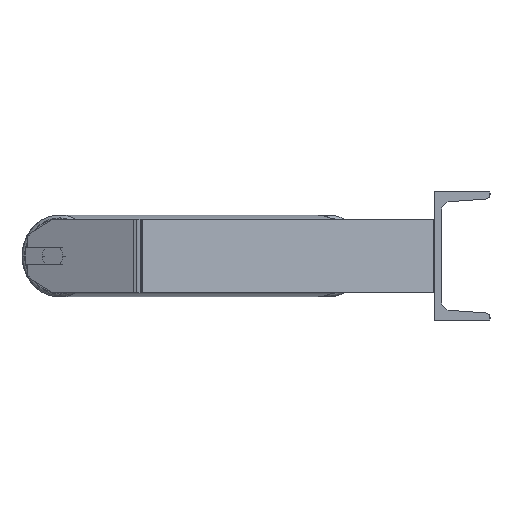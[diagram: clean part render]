
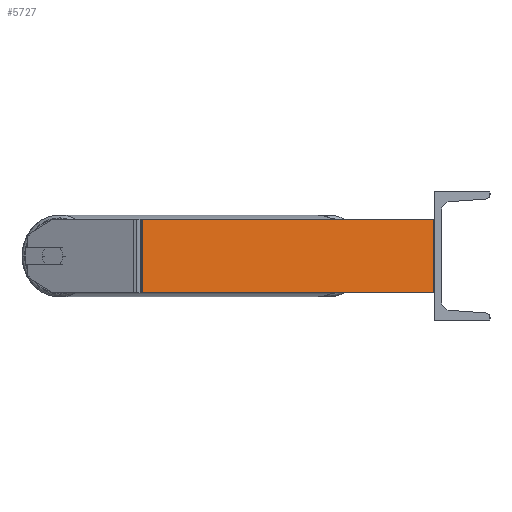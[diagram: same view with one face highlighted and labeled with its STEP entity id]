
A CAD part, left-side view. The second image highlights one B-rep face of the part: STEP entity #5727.
In plain terms, the highlighted planar face has unit normal (-0.985, -0.174, 0).
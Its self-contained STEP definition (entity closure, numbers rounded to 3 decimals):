
#457 = VERTEX_POINT ( 'NONE', #4289 ) ;
#571 = DIRECTION ( 'NONE',  ( -0.174, 0.985, 0. ) ) ;
#740 = CARTESIAN_POINT ( 'NONE',  ( -985., 0., 40. ) ) ;
#1339 = VECTOR ( 'NONE', #7182, 1000. ) ;
#1422 = ORIENTED_EDGE ( 'NONE', *, *, #5023, .T. ) ;
#1526 = CARTESIAN_POINT ( 'NONE',  ( -1041.859, 322.465, 40. ) ) ;
#1720 = EDGE_LOOP ( 'NONE', ( #1422, #5878, #7425, #6813 ) ) ;
#1919 = PLANE ( 'NONE',  #3433 ) ;
#2213 = LINE ( 'NONE', #1526, #1339 ) ;
#2382 = DIRECTION ( 'NONE',  ( 0., 0., -1. ) ) ;
#2526 = FACE_OUTER_BOUND ( 'NONE', #1720, .T. ) ;
#3103 = VERTEX_POINT ( 'NONE', #3474 ) ;
#3433 = AXIS2_PLACEMENT_3D ( 'NONE', #4723, #8109, #571 ) ;
#3474 = CARTESIAN_POINT ( 'NONE',  ( -985., 0., -40. ) ) ;
#3582 = CARTESIAN_POINT ( 'NONE',  ( -1041.859, 322.465, -40. ) ) ;
#3690 = VECTOR ( 'NONE', #2382, 1000. ) ;
#4289 = CARTESIAN_POINT ( 'NONE',  ( -1040.983, 317.497, -40. ) ) ;
#4593 = EDGE_CURVE ( 'NONE', #4849, #8927, #2213, .T. ) ;
#4723 = CARTESIAN_POINT ( 'NONE',  ( -1041.859, 322.465, 40. ) ) ;
#4849 = VERTEX_POINT ( 'NONE', #6129 ) ;
#5023 = EDGE_CURVE ( 'NONE', #457, #3103, #6849, .T. ) ;
#5727 = ADVANCED_FACE ( 'NONE', ( #2526 ), #1919, .F. ) ;
#5747 = EDGE_CURVE ( 'NONE', #4849, #457, #8716, .T. ) ;
#5878 = ORIENTED_EDGE ( 'NONE', *, *, #7675, .F. ) ;
#6122 = CARTESIAN_POINT ( 'NONE',  ( -985., 0., 40. ) ) ;
#6129 = CARTESIAN_POINT ( 'NONE',  ( -1040.983, 317.497, 40. ) ) ;
#6361 = DIRECTION ( 'NONE',  ( 0., 0., -1. ) ) ;
#6597 = CARTESIAN_POINT ( 'NONE',  ( -1040.983, 317.497, 40. ) ) ;
#6813 = ORIENTED_EDGE ( 'NONE', *, *, #5747, .T. ) ;
#6819 = VECTOR ( 'NONE', #7756, 1000. ) ;
#6849 = LINE ( 'NONE', #3582, #6819 ) ;
#7182 = DIRECTION ( 'NONE',  ( 0.174, -0.985, 0. ) ) ;
#7425 = ORIENTED_EDGE ( 'NONE', *, *, #4593, .F. ) ;
#7675 = EDGE_CURVE ( 'NONE', #8927, #3103, #7742, .T. ) ;
#7742 = LINE ( 'NONE', #740, #7830 ) ;
#7756 = DIRECTION ( 'NONE',  ( 0.174, -0.985, 0. ) ) ;
#7830 = VECTOR ( 'NONE', #6361, 1000. ) ;
#8109 = DIRECTION ( 'NONE',  ( 0.985, 0.174, 0. ) ) ;
#8716 = LINE ( 'NONE', #6597, #3690 ) ;
#8927 = VERTEX_POINT ( 'NONE', #6122 ) ;
